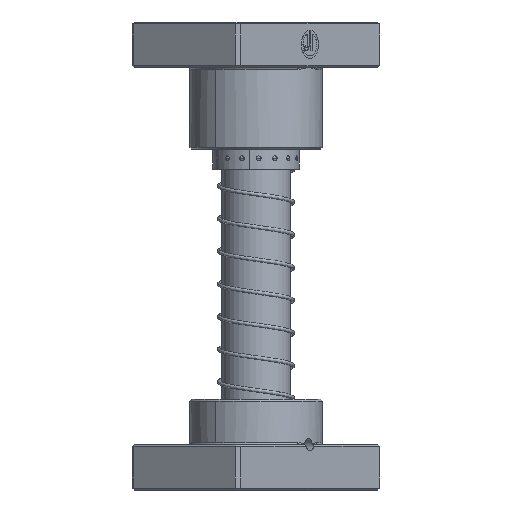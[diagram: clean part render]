
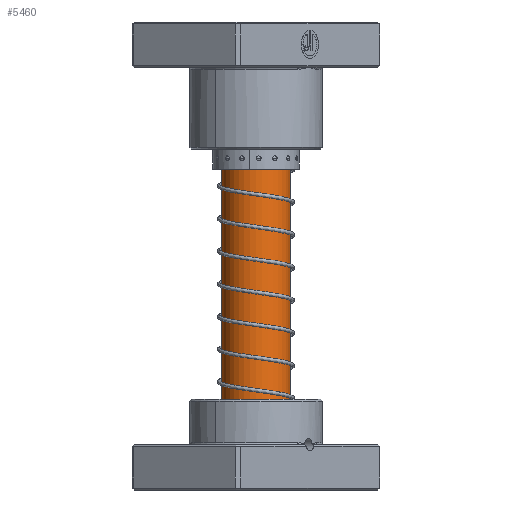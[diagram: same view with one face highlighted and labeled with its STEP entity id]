
A CAD part, front view. The second image highlights one B-rep face of the part: STEP entity #5460.
In plain terms, the highlighted cylindrical face has radius 19 mm (diameter 38 mm), a partial arc.
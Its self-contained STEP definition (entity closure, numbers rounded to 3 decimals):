
#585 = ORIENTED_EDGE ( 'NONE', *, *, #39280, .F. ) ;
#1923 = CARTESIAN_POINT ( 'NONE',  ( 0., 0., 220. ) ) ;
#2986 = VERTEX_POINT ( 'NONE', #16907 ) ;
#4911 = VERTEX_POINT ( 'NONE', #43596 ) ;
#5460 = ADVANCED_FACE ( 'NONE', ( #36969 ), #45445, .T. ) ;
#6270 = CARTESIAN_POINT ( 'NONE',  ( 19., 0., 217. ) ) ;
#9742 = DIRECTION ( 'NONE',  ( 0., 0., -1. ) ) ;
#9821 = EDGE_CURVE ( 'NONE', #17636, #23834, #32742, .T. ) ;
#10242 = DIRECTION ( 'NONE',  ( 0., 0., -1. ) ) ;
#10732 = AXIS2_PLACEMENT_3D ( 'NONE', #37808, #16005, #41461 ) ;
#12947 = CARTESIAN_POINT ( 'NONE',  ( -19., 0., 220. ) ) ;
#16005 = DIRECTION ( 'NONE',  ( 0., 0., -1. ) ) ;
#16907 = CARTESIAN_POINT ( 'NONE',  ( -19., 0., 217. ) ) ;
#17636 = VERTEX_POINT ( 'NONE', #6270 ) ;
#18967 = ORIENTED_EDGE ( 'NONE', *, *, #9821, .F. ) ;
#20733 = CIRCLE ( 'NONE', #10732, 19. ) ;
#22242 = AXIS2_PLACEMENT_3D ( 'NONE', #1923, #27285, #34562 ) ;
#23834 = VERTEX_POINT ( 'NONE', #41695 ) ;
#24448 = ORIENTED_EDGE ( 'NONE', *, *, #35704, .T. ) ;
#27285 = DIRECTION ( 'NONE',  ( 0., 0., -1. ) ) ;
#28084 = CIRCLE ( 'NONE', #44343, 19. ) ;
#31482 = CARTESIAN_POINT ( 'NONE',  ( 0., 0., 217. ) ) ;
#31510 = EDGE_LOOP ( 'NONE', ( #18967, #24448, #32245, #585 ) ) ;
#32245 = ORIENTED_EDGE ( 'NONE', *, *, #45177, .T. ) ;
#32742 = LINE ( 'NONE', #42972, #41279 ) ;
#34562 = DIRECTION ( 'NONE',  ( -1., 0., 0. ) ) ;
#35147 = DIRECTION ( 'NONE',  ( 1., 0., 0. ) ) ;
#35704 = EDGE_CURVE ( 'NONE', #17636, #2986, #28084, .T. ) ;
#35772 = VECTOR ( 'NONE', #38360, 1000. ) ;
#36969 = FACE_OUTER_BOUND ( 'NONE', #31510, .T. ) ;
#37808 = CARTESIAN_POINT ( 'NONE',  ( 0., 0., 29. ) ) ;
#38360 = DIRECTION ( 'NONE',  ( 0., 0., -1. ) ) ;
#39280 = EDGE_CURVE ( 'NONE', #23834, #4911, #20733, .T. ) ;
#41279 = VECTOR ( 'NONE', #10242, 1000. ) ;
#41461 = DIRECTION ( 'NONE',  ( -1., 0., 0. ) ) ;
#41695 = CARTESIAN_POINT ( 'NONE',  ( 19., 0., 29. ) ) ;
#42972 = CARTESIAN_POINT ( 'NONE',  ( 19., 0., 220. ) ) ;
#43596 = CARTESIAN_POINT ( 'NONE',  ( -19., 0., 29. ) ) ;
#44343 = AXIS2_PLACEMENT_3D ( 'NONE', #31482, #9742, #35147 ) ;
#45177 = EDGE_CURVE ( 'NONE', #2986, #4911, #45388, .T. ) ;
#45388 = LINE ( 'NONE', #12947, #35772 ) ;
#45445 = CYLINDRICAL_SURFACE ( 'NONE', #22242, 19. ) ;
